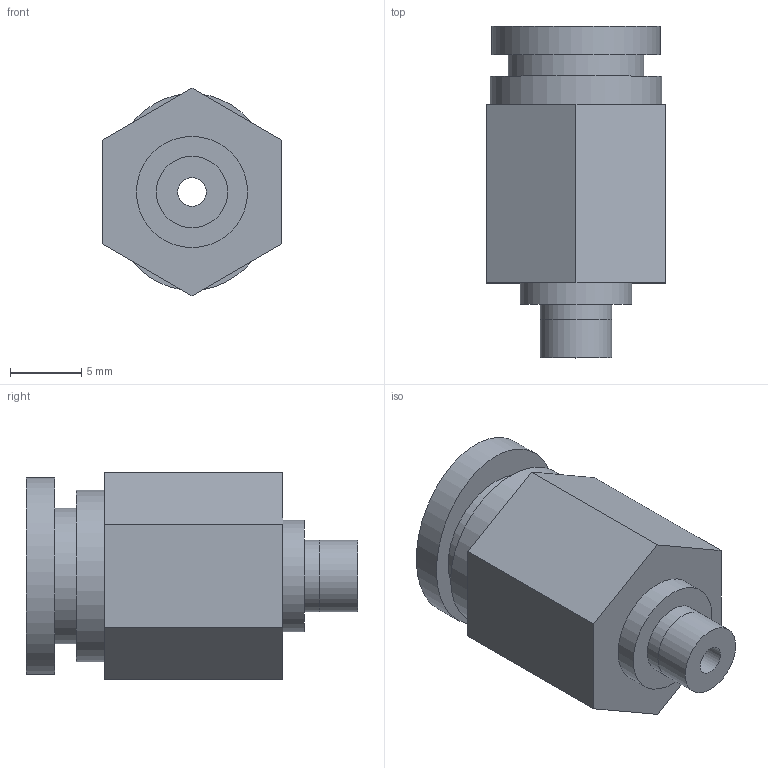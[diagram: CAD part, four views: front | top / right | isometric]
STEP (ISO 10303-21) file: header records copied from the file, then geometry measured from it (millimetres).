
FILE_DESCRIPTION(/* description */ ('Unknown'),/* implementation_level */ '2;1');
FILE_NAME(/* name */ 'P1.1;4.10;32',/* time_stamp */ '2018-09-24T10:46:31-04:00',/* author */ ('Unknown'),/* organization */ ('Unknown'),/* preprocessor_version */ 'ST-DEVELOPER v16.7',/* originating_system */ 'DEX',/* authorisation */ $);
FILE_SCHEMA (('AUTOMOTIVE_DESIGN {1 0 10303 214 3 1 1}'));
Length unit declared in the file: millimetre
Products named in the file (1): P1.1;4.10;32
Bounding box: 12.6 x 23.25 x 14.55 mm (x, y, z)
Volume: 1926.6 mm3; surface area: 1587.4 mm2
Topology: 1 solids, 1 shells, 22 faces, 41 edges, 27 vertices
Faces by surface type: plane 14, cylinder 7, bspline 1
Full cylindrical faces by diameter (mm): 2 x1, 5 x2, 6.35 x1, 7.8 x1, 9.5 x1, 12 x1
Entity records: 712 total; most frequent: CARTESIAN_POINT 104, DIRECTION 92, ORIENTED_EDGE 66, EDGE_LOOP 38, FACE_BOUND 38, AXIS2_PLACEMENT_3D 37, EDGE_CURVE 33, VERTEX_POINT 27
